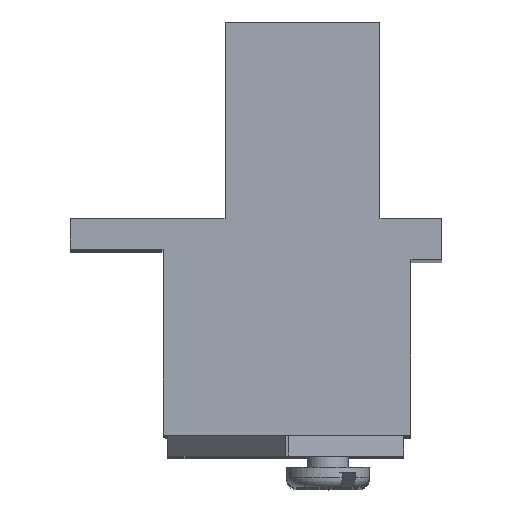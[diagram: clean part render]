
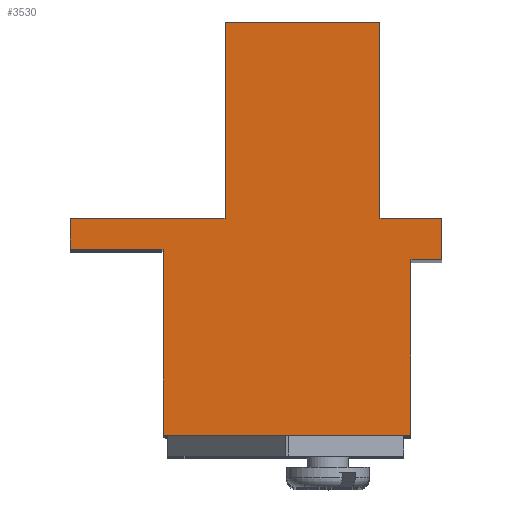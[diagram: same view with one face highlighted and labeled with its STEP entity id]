
A CAD part, top view. The second image highlights one B-rep face of the part: STEP entity #3530.
In plain terms, the highlighted face is planar.
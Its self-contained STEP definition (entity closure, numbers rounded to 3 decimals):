
#617=ORIENTED_EDGE('',*,*,#1463,.T.);
#618=ORIENTED_EDGE('',*,*,#1400,.T.);
#619=ORIENTED_EDGE('',*,*,#1464,.T.);
#620=ORIENTED_EDGE('',*,*,#1465,.T.);
#621=ORIENTED_EDGE('',*,*,#1364,.T.);
#622=ORIENTED_EDGE('',*,*,#1466,.F.);
#623=ORIENTED_EDGE('',*,*,#1467,.T.);
#624=ORIENTED_EDGE('',*,*,#1377,.F.);
#625=ORIENTED_EDGE('',*,*,#1468,.F.);
#626=ORIENTED_EDGE('',*,*,#1404,.T.);
#627=ORIENTED_EDGE('',*,*,#1469,.T.);
#628=ORIENTED_EDGE('',*,*,#1470,.T.);
#1364=EDGE_CURVE('',#1819,#1820,#2156,.T.);
#1377=EDGE_CURVE('',#1830,#1831,#2169,.T.);
#1400=EDGE_CURVE('',#1849,#1848,#2190,.T.);
#1404=EDGE_CURVE('',#1851,#1850,#2193,.T.);
#1463=EDGE_CURVE('',#1896,#1849,#2252,.T.);
#1464=EDGE_CURVE('',#1848,#1897,#2253,.T.);
#1465=EDGE_CURVE('',#1897,#1819,#2254,.T.);
#1466=EDGE_CURVE('',#1898,#1820,#2255,.T.);
#1467=EDGE_CURVE('',#1898,#1831,#2256,.T.);
#1468=EDGE_CURVE('',#1851,#1830,#2257,.T.);
#1469=EDGE_CURVE('',#1850,#1899,#2258,.T.);
#1470=EDGE_CURVE('',#1899,#1896,#2259,.T.);
#1819=VERTEX_POINT('',#5361);
#1820=VERTEX_POINT('',#5362);
#1830=VERTEX_POINT('',#5386);
#1831=VERTEX_POINT('',#5388);
#1848=VERTEX_POINT('',#5428);
#1849=VERTEX_POINT('',#5430);
#1850=VERTEX_POINT('',#5434);
#1851=VERTEX_POINT('',#5436);
#1896=VERTEX_POINT('',#5551);
#1897=VERTEX_POINT('',#5553);
#1898=VERTEX_POINT('',#5556);
#1899=VERTEX_POINT('',#5560);
#2156=LINE('',#5360,#2596);
#2169=LINE('',#5387,#2609);
#2190=LINE('',#5429,#2630);
#2193=LINE('',#5435,#2633);
#2252=LINE('',#5550,#2692);
#2253=LINE('',#5552,#2693);
#2254=LINE('',#5554,#2694);
#2255=LINE('',#5555,#2695);
#2256=LINE('',#5557,#2696);
#2257=LINE('',#5558,#2697);
#2258=LINE('',#5559,#2698);
#2259=LINE('',#5561,#2699);
#2596=VECTOR('',#4322,1000.);
#2609=VECTOR('',#4339,1000.);
#2630=VECTOR('',#4366,1000.);
#2633=VECTOR('',#4371,1000.);
#2692=VECTOR('',#4452,1000.);
#2693=VECTOR('',#4453,1000.);
#2694=VECTOR('',#4454,1000.);
#2695=VECTOR('',#4455,1000.);
#2696=VECTOR('',#4456,1000.);
#2697=VECTOR('',#4457,1000.);
#2698=VECTOR('',#4458,1000.);
#2699=VECTOR('',#4459,1000.);
#2956=EDGE_LOOP('',(#617,#618,#619,#620,#621,#622,#623,#624,#625,#626,#627,
#628));
#3164=FACE_BOUND('',#2956,.T.);
#3349=PLANE('',#3800);
#3530=ADVANCED_FACE('',(#3164),#3349,.F.);
#3800=AXIS2_PLACEMENT_3D('',#5549,#4450,#4451);
#4322=DIRECTION('',(0.,1.,0.));
#4339=DIRECTION('',(0.,0.,-1.));
#4366=DIRECTION('',(0.,0.,-1.));
#4371=DIRECTION('',(0.,0.,-1.));
#4450=DIRECTION('',(-1.,0.,0.));
#4451=DIRECTION('',(0.,0.,1.));
#4452=DIRECTION('',(0.,1.,0.));
#4453=DIRECTION('',(0.,1.,0.));
#4454=DIRECTION('',(0.,0.,1.));
#4455=DIRECTION('',(0.,0.,-1.));
#4456=DIRECTION('',(0.,-1.,0.));
#4457=DIRECTION('',(0.,1.,0.));
#4458=DIRECTION('',(0.,-1.,0.));
#4459=DIRECTION('',(0.,0.,-1.));
#5360=CARTESIAN_POINT('',(74.,0.,0.));
#5361=CARTESIAN_POINT('',(74.,3.,0.));
#5362=CARTESIAN_POINT('',(74.,21.,0.));
#5386=CARTESIAN_POINT('',(74.,4.,27.));
#5387=CARTESIAN_POINT('',(74.,4.,27.));
#5388=CARTESIAN_POINT('',(74.,4.,24.));
#5428=CARTESIAN_POINT('',(74.,0.,-9.));
#5429=CARTESIAN_POINT('',(74.,0.,27.));
#5430=CARTESIAN_POINT('',(74.,0.,6.));
#5434=CARTESIAN_POINT('',(74.,0.,21.));
#5435=CARTESIAN_POINT('',(74.,0.,27.));
#5436=CARTESIAN_POINT('',(74.,0.,27.));
#5549=CARTESIAN_POINT('',(74.,0.,27.));
#5550=CARTESIAN_POINT('',(74.,-19.,6.));
#5551=CARTESIAN_POINT('',(74.,-19.,6.));
#5552=CARTESIAN_POINT('',(74.,0.,-9.));
#5553=CARTESIAN_POINT('',(74.,3.,-9.));
#5554=CARTESIAN_POINT('',(74.,3.,-9.));
#5555=CARTESIAN_POINT('',(74.,21.,24.));
#5556=CARTESIAN_POINT('',(74.,21.,24.));
#5557=CARTESIAN_POINT('',(74.,21.,24.));
#5558=CARTESIAN_POINT('',(74.,0.,27.));
#5559=CARTESIAN_POINT('',(74.,0.,21.));
#5560=CARTESIAN_POINT('',(74.,-19.,21.));
#5561=CARTESIAN_POINT('',(74.,-19.,21.));
